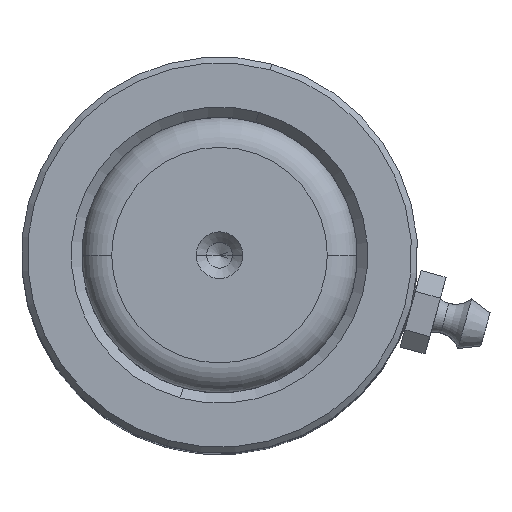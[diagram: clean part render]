
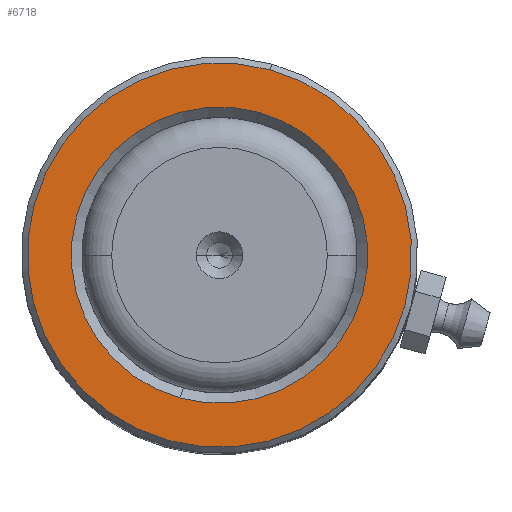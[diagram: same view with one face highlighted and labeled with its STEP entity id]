
A CAD part, top view. The second image highlights one B-rep face of the part: STEP entity #6718.
In plain terms, the highlighted planar face has unit normal (0, 0, 1).
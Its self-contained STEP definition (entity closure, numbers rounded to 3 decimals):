
#297 = CARTESIAN_POINT ( 'NONE',  ( 22.3, 0., 100. ) ) ;
#464 = DIRECTION ( 'NONE',  ( 0., 0., 1. ) ) ;
#989 = CARTESIAN_POINT ( 'NONE',  ( 0., 0., 100. ) ) ;
#990 = DIRECTION ( 'NONE',  ( 0., 0., -1. ) ) ;
#1263 = ORIENTED_EDGE ( 'NONE', *, *, #1442, .T. ) ;
#1442 = EDGE_CURVE ( 'NONE', #5143, #2212, #8140, .T. ) ;
#1490 = VERTEX_POINT ( 'NONE', #7369 ) ;
#1668 = CARTESIAN_POINT ( 'NONE',  ( -22.3, 0., 100. ) ) ;
#1731 = EDGE_LOOP ( 'NONE', ( #6716, #4669 ) ) ;
#1906 = CIRCLE ( 'NONE', #7509, 22.3 ) ;
#2212 = VERTEX_POINT ( 'NONE', #1668 ) ;
#2440 = DIRECTION ( 'NONE',  ( 1., 0., 0. ) ) ;
#2510 = VERTEX_POINT ( 'NONE', #3057 ) ;
#2570 = DIRECTION ( 'NONE',  ( 1., 0., 0. ) ) ;
#2711 = EDGE_CURVE ( 'NONE', #1490, #2510, #2866, .T. ) ;
#2866 = CIRCLE ( 'NONE', #7730, 17.2 ) ;
#3057 = CARTESIAN_POINT ( 'NONE',  ( -17.2, 0., 100. ) ) ;
#3327 = DIRECTION ( 'NONE',  ( 0., 0., 1. ) ) ;
#3346 = EDGE_CURVE ( 'NONE', #2212, #5143, #1906, .T. ) ;
#3747 = CIRCLE ( 'NONE', #5869, 17.2 ) ;
#4040 = DIRECTION ( 'NONE',  ( 1., 0., 0. ) ) ;
#4093 = EDGE_LOOP ( 'NONE', ( #5438, #1263 ) ) ;
#4454 = CARTESIAN_POINT ( 'NONE',  ( 0., 0., 100. ) ) ;
#4504 = FACE_BOUND ( 'NONE', #1731, .T. ) ;
#4547 = DIRECTION ( 'NONE',  ( 0., 0., -1. ) ) ;
#4669 = ORIENTED_EDGE ( 'NONE', *, *, #5082, .T. ) ;
#5082 = EDGE_CURVE ( 'NONE', #2510, #1490, #3747, .T. ) ;
#5143 = VERTEX_POINT ( 'NONE', #297 ) ;
#5332 = DIRECTION ( 'NONE',  ( 1., 0., 0. ) ) ;
#5438 = ORIENTED_EDGE ( 'NONE', *, *, #3346, .T. ) ;
#5688 = AXIS2_PLACEMENT_3D ( 'NONE', #989, #464, #5332 ) ;
#5869 = AXIS2_PLACEMENT_3D ( 'NONE', #8731, #4547, #7970 ) ;
#5909 = AXIS2_PLACEMENT_3D ( 'NONE', #7421, #8069, #2440 ) ;
#6349 = FACE_OUTER_BOUND ( 'NONE', #4093, .T. ) ;
#6716 = ORIENTED_EDGE ( 'NONE', *, *, #2711, .T. ) ;
#6718 = ADVANCED_FACE ( 'NONE', ( #6349, #4504 ), #8756, .T. ) ;
#6775 = CARTESIAN_POINT ( 'NONE',  ( 0., 0., 100. ) ) ;
#7369 = CARTESIAN_POINT ( 'NONE',  ( 17.2, 0., 100. ) ) ;
#7421 = CARTESIAN_POINT ( 'NONE',  ( 0., 0., 100. ) ) ;
#7509 = AXIS2_PLACEMENT_3D ( 'NONE', #6775, #3327, #4040 ) ;
#7730 = AXIS2_PLACEMENT_3D ( 'NONE', #4454, #990, #2570 ) ;
#7970 = DIRECTION ( 'NONE',  ( 1., 0., 0. ) ) ;
#8069 = DIRECTION ( 'NONE',  ( 0., 0., 1. ) ) ;
#8140 = CIRCLE ( 'NONE', #5909, 22.3 ) ;
#8731 = CARTESIAN_POINT ( 'NONE',  ( 0., 0., 100. ) ) ;
#8756 = PLANE ( 'NONE',  #5688 ) ;
